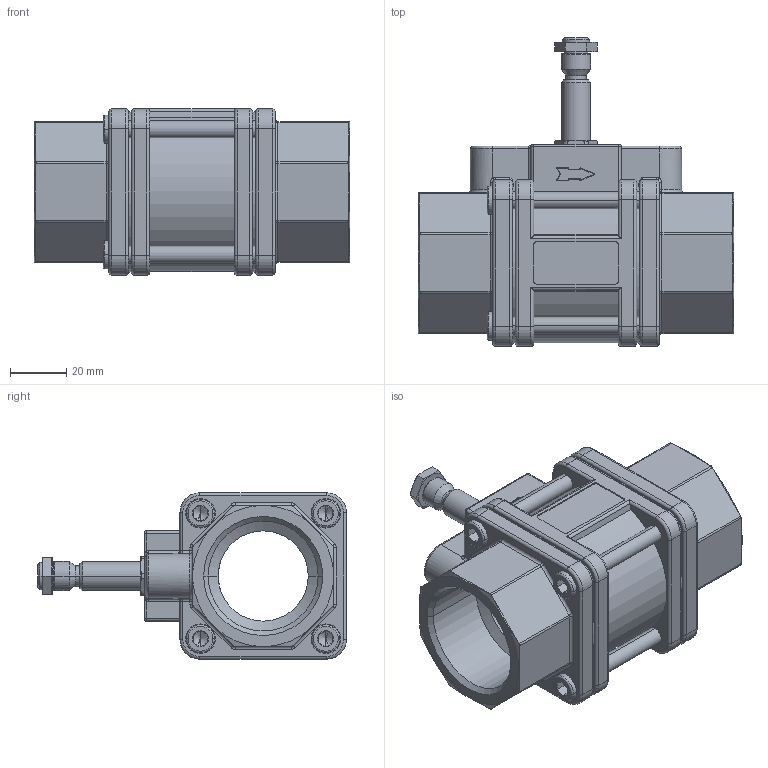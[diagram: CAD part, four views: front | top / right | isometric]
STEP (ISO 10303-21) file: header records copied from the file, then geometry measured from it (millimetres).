
FILE_DESCRIPTION((''),'2;1');
FILE_NAME('EGV-111-A78-5-4XX-00','2013-05-22T',('avs330'),(''),'PRO/ENGINEER BY PARAMETRIC TECHNOLOGY CORPORATION, 2010430','PRO/ENGINEER BY PARAMETRIC TECHNOLOGY CORPORATION, 2010430','');
FILE_SCHEMA(('CONFIG_CONTROL_DESIGN'));
Length unit declared in the file: millimetre
Products named in the file (1): EGV-111-A78-5-4XX-00
Bounding box: 112 x 109.48 x 59 mm (x, y, z)
Volume: 204042.4 mm3; surface area: 53149.7 mm2
Topology: 2 solids, 2 shells, 658 faces, 1648 edges, 993 vertices
Faces by surface type: cylinder 260, plane 147, cone 116, torus 87, sphere 26, bspline 22
Entity records: 21721 total; most frequent: CARTESIAN_POINT 5911, DIRECTION 3469, ORIENTED_EDGE 3268, EDGE_CURVE 1634, AXIS2_PLACEMENT_3D 1413, VERTEX_POINT 993, CIRCLE 777, EDGE_LOOP 699
